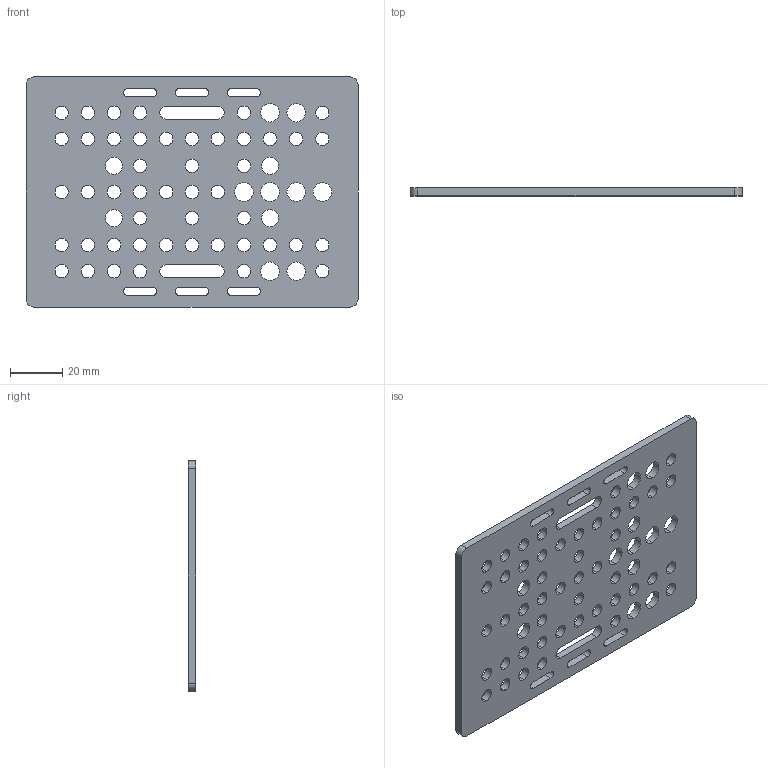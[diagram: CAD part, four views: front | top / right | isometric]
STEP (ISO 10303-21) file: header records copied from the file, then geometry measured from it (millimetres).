
FILE_DESCRIPTION (( 'STEP AP203' ), '1' );
FILE_NAME ('plate127_Default_sldprt.STEP', '2024-03-16T15:25:45', ( 'M3tal' ), ( '' ), 'SwSTEP 2.0', 'SolidWorks 2020', '' );
FILE_SCHEMA (( 'CONFIG_CONTROL_DESIGN' ));
Length unit declared in the file: millimetre
Products named in the file (1): plate127_Default_sldprt
Bounding box: 127 x 3 x 88 mm (x, y, z)
Volume: 27916.7 mm3; surface area: 23774.3 mm2
Topology: 1 solids, 1 shells, 160 faces, 474 edges, 316 vertices
Faces by surface type: cylinder 138, plane 22
Entity records: 5859 total; most frequent: DIRECTION 1072, CARTESIAN_POINT 951, ORIENTED_EDGE 948, EDGE_CURVE 474, AXIS2_PLACEMENT_3D 437, VERTEX_POINT 316, EDGE_LOOP 294, CIRCLE 276
